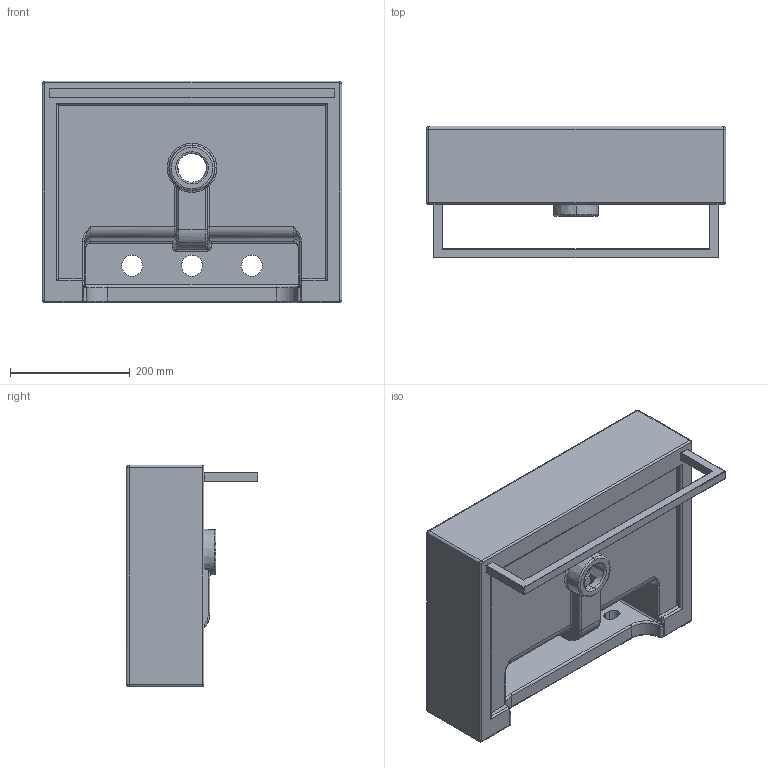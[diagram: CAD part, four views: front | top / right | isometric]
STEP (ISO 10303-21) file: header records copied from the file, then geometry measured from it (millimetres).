
FILE_DESCRIPTION (( 'STEP AP214' ), '1' );
FILE_NAME ('39001.3TH_STEP_V10424.STEP', '2024-04-10T10:26:47', ( '' ), ( '' ), 'SwSTEP 2.0', 'SolidWorks 2019', '' );
FILE_SCHEMA (( 'AUTOMOTIVE_DESIGN' ));
Length unit declared in the file: millimetre
Products named in the file (1): 39001.3TH_STEP_V10424
Bounding box: 500 x 220 x 370 mm (x, y, z)
Volume: 9481596.7 mm3; surface area: 856544 mm2
Topology: 3 solids, 3 shells, 268 faces, 630 edges, 344 vertices
Faces by surface type: cylinder 107, plane 52, bspline 47, torus 34, sphere 26, cone 2
Entity records: 10789 total; most frequent: CARTESIAN_POINT 5079, ORIENTED_EDGE 1208, DIRECTION 1175, EDGE_CURVE 604, AXIS2_PLACEMENT_3D 474, VERTEX_POINT 344, EDGE_LOOP 286, FACE_OUTER_BOUND 268
